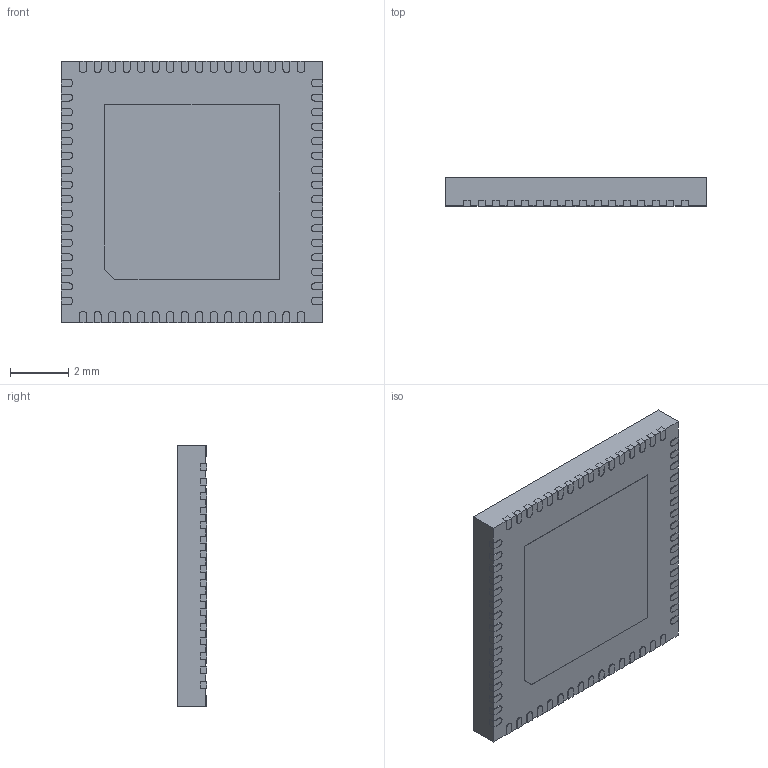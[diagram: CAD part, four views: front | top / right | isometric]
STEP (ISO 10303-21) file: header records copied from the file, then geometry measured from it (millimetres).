
FILE_DESCRIPTION((''),'2;1');
FILE_NAME('RGC0064G_ASM','2015-04-17T',('a0412025'),(''),'PRO/ENGINEER BY PARAMETRIC TECHNOLOGY CORPORATION, 2011490','PRO/ENGINEER BY PARAMETRIC TECHNOLOGY CORPORATION, 2011490','');
FILE_SCHEMA(('AUTOMOTIVE_DESIGN_CC2 { 1 2 10303 214 -1 1 5 2 }'));
Length unit declared in the file: millimetre
Products named in the file (4): BODY-QFN; FRAME-AAA00XXA; PIN1-ID; RGC0064G_ASM
Assembly tree (3 placements, depth 2):
  RGC0064G_ASM
    BODY-QFN
    FRAME-AAA00XXA
    PIN1-ID
Bounding box: 9 x 1 x 9 mm (x, y, z)
Volume: 80 mm3; surface area: 322.5 mm2
Topology: 66 solids, 66 shells, 669 faces, 1602 edges, 1068 vertices
Faces by surface type: plane 541, cylinder 128
Entity records: 24966 total; most frequent: CARTESIAN_POINT 3346, DIRECTION 3210, ORIENTED_EDGE 3204, PRESENTATION_STYLE_ASSIGNMENT 1734, STYLED_ITEM 1668, CURVE_STYLE 1602, EDGE_CURVE 1602, VECTOR 1346
